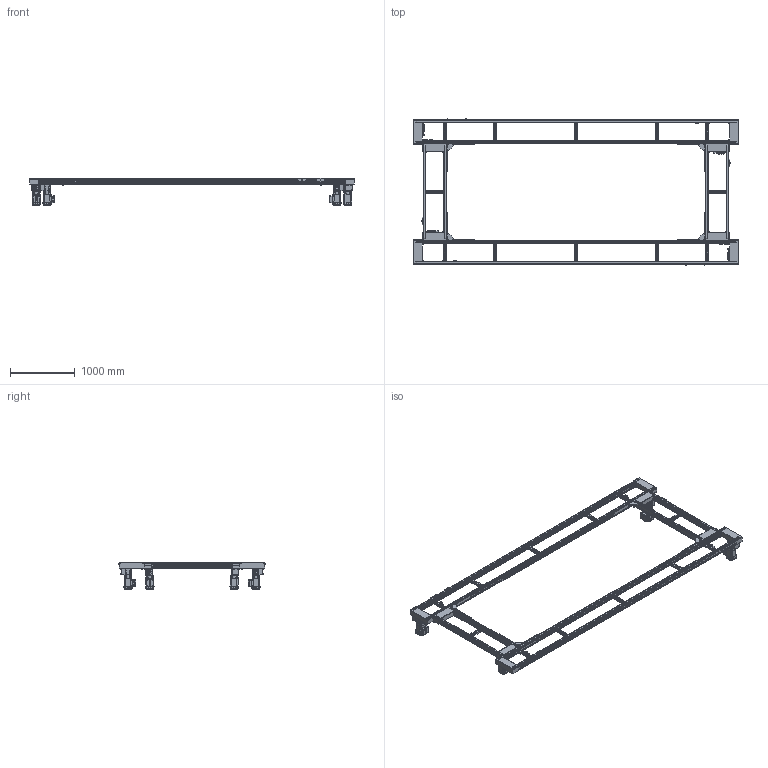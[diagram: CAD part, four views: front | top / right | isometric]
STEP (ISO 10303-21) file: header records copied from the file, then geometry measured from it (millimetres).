
FILE_DESCRIPTION(('STEP AP203'),'1');
FILE_NAME('Boucle 1500x5000 palette 400.stp','2025-07-21T10:12:03',(' '),(' '),'Spatial InterOp 3D',' ',' ');
FILE_SCHEMA(('CONFIG_CONTROL_DESIGN'));
Length unit declared in the file: millimetre
Products named in the file (1): Boucle 1500x5000 palette 400
Bounding box: 5000 x 2256 x 425.7 mm (x, y, z)
Surface area: 15357005 mm2 (no closed solid volume)
Topology: 0 solids, 430 shells, 3277 faces, 13255 edges, 10081 vertices
Faces by surface type: plane 2343, cylinder 638, bspline 140, cone 140, sphere 12, torus 4
Full cylindrical faces by diameter (mm): 6 x6, 6.6 x6, 7.5 x24, 8.5 x16, 10 x38, 11 x11, 13 x32, 14.3 x1, 15 x31, 19.7 x9, 20 x3, 28 x4, 30 x4, 44 x4, 117 x4
Entity records: 153583 total; most frequent: CARTESIAN_POINT 46590, DIRECTION 21880, ORIENTED_EDGE 18993, EDGE_CURVE 13009, VERTEX_POINT 10044, LINE 9112, VECTOR 9112, AXIS2_PLACEMENT_3D 6384
